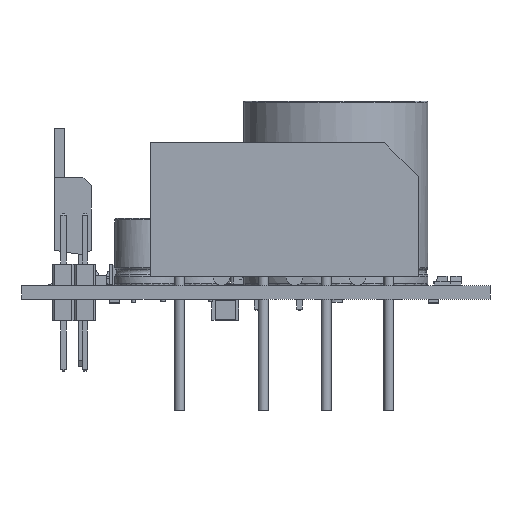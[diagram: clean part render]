
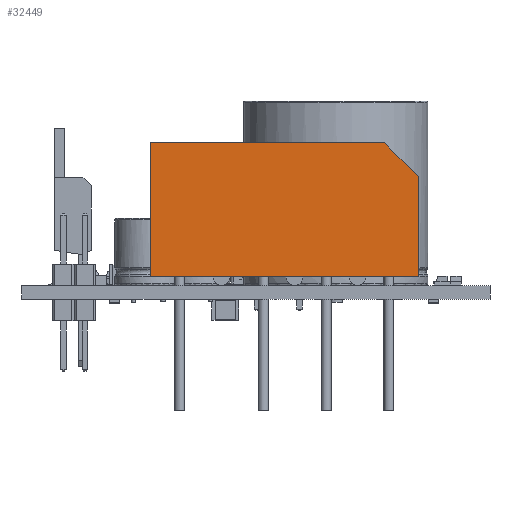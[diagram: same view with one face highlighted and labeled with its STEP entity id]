
A CAD part, front view. The second image highlights one B-rep face of the part: STEP entity #32449.
In plain terms, the highlighted face is planar.
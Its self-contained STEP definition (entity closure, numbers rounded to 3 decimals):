
#31731 = VERTEX_POINT('',#31732);
#31732 = CARTESIAN_POINT('',(-3.5,2.8,13.));
#31741 = PLANE('',#31742);
#31742 = AXIS2_PLACEMENT_3D('',#31743,#31744,#31745);
#31743 = CARTESIAN_POINT('',(-3.5,2.8,13.));
#31744 = DIRECTION('',(1.,0.,0.));
#31745 = DIRECTION('',(0.,0.,-1.));
#31753 = PLANE('',#31754);
#31754 = AXIS2_PLACEMENT_3D('',#31755,#31756,#31757);
#31755 = CARTESIAN_POINT('',(-3.5,2.8,13.));
#31756 = DIRECTION('',(-0.707,0.,
    0.707));
#31757 = DIRECTION('',(0.707,0.,0.707
    ));
#31794 = VERTEX_POINT('',#31795);
#31795 = CARTESIAN_POINT('',(-3.5,2.8,1.));
#31809 = PLANE('',#31810);
#31810 = AXIS2_PLACEMENT_3D('',#31811,#31812,#31813);
#31811 = CARTESIAN_POINT('',(-3.5,2.8,1.));
#31812 = DIRECTION('',(0.,0.,1.));
#31813 = DIRECTION('',(1.,0.,0.));
#31821 = EDGE_CURVE('',#31731,#31794,#31822,.T.);
#31822 = SURFACE_CURVE('',#31823,(#31827,#31834),.PCURVE_S1.);
#31823 = LINE('',#31824,#31825);
#31824 = CARTESIAN_POINT('',(-3.5,2.8,13.));
#31825 = VECTOR('',#31826,1.);
#31826 = DIRECTION('',(0.,0.,-1.));
#31827 = PCURVE('',#31741,#31828);
#31828 = DEFINITIONAL_REPRESENTATION('',(#31829),#31833);
#31829 = LINE('',#31830,#31831);
#31830 = CARTESIAN_POINT('',(0.,0.));
#31831 = VECTOR('',#31832,1.);
#31832 = DIRECTION('',(1.,0.));
#31833 = ( GEOMETRIC_REPRESENTATION_CONTEXT(2) 
PARAMETRIC_REPRESENTATION_CONTEXT() REPRESENTATION_CONTEXT('2D SPACE',''
  ) );
#31834 = PCURVE('',#31835,#31840);
#31835 = PLANE('',#31836);
#31836 = AXIS2_PLACEMENT_3D('',#31837,#31838,#31839);
#31837 = CARTESIAN_POINT('',(-3.5,2.8,13.));
#31838 = DIRECTION('',(0.,1.,0.));
#31839 = DIRECTION('',(0.,0.,1.));
#31840 = DEFINITIONAL_REPRESENTATION('',(#31841),#31845);
#31841 = LINE('',#31842,#31843);
#31842 = CARTESIAN_POINT('',(0.,0.));
#31843 = VECTOR('',#31844,1.);
#31844 = DIRECTION('',(-1.,0.));
#31845 = ( GEOMETRIC_REPRESENTATION_CONTEXT(2) 
PARAMETRIC_REPRESENTATION_CONTEXT() REPRESENTATION_CONTEXT('2D SPACE',''
  ) );
#31875 = VERTEX_POINT('',#31876);
#31876 = CARTESIAN_POINT('',(0.5,2.8,17.));
#31890 = PLANE('',#31891);
#31891 = AXIS2_PLACEMENT_3D('',#31892,#31893,#31894);
#31892 = CARTESIAN_POINT('',(28.5,2.8,17.));
#31893 = DIRECTION('',(0.,0.,-1.));
#31894 = DIRECTION('',(-1.,0.,0.));
#31902 = EDGE_CURVE('',#31731,#31875,#31903,.T.);
#31903 = SURFACE_CURVE('',#31904,(#31908,#31915),.PCURVE_S1.);
#31904 = LINE('',#31905,#31906);
#31905 = CARTESIAN_POINT('',(-3.5,2.8,13.));
#31906 = VECTOR('',#31907,1.);
#31907 = DIRECTION('',(0.707,0.,0.707
    ));
#31908 = PCURVE('',#31753,#31909);
#31909 = DEFINITIONAL_REPRESENTATION('',(#31910),#31914);
#31910 = LINE('',#31911,#31912);
#31911 = CARTESIAN_POINT('',(0.,0.));
#31912 = VECTOR('',#31913,1.);
#31913 = DIRECTION('',(1.,0.));
#31914 = ( GEOMETRIC_REPRESENTATION_CONTEXT(2) 
PARAMETRIC_REPRESENTATION_CONTEXT() REPRESENTATION_CONTEXT('2D SPACE',''
  ) );
#31915 = PCURVE('',#31835,#31916);
#31916 = DEFINITIONAL_REPRESENTATION('',(#31917),#31921);
#31917 = LINE('',#31918,#31919);
#31918 = CARTESIAN_POINT('',(0.,0.));
#31919 = VECTOR('',#31920,1.);
#31920 = DIRECTION('',(0.707,0.707));
#31921 = ( GEOMETRIC_REPRESENTATION_CONTEXT(2) 
PARAMETRIC_REPRESENTATION_CONTEXT() REPRESENTATION_CONTEXT('2D SPACE',''
  ) );
#31951 = VERTEX_POINT('',#31952);
#31952 = CARTESIAN_POINT('',(28.5,2.8,1.));
#31966 = PLANE('',#31967);
#31967 = AXIS2_PLACEMENT_3D('',#31968,#31969,#31970);
#31968 = CARTESIAN_POINT('',(28.5,2.8,1.));
#31969 = DIRECTION('',(-1.,0.,0.));
#31970 = DIRECTION('',(0.,0.,1.));
#31978 = EDGE_CURVE('',#31794,#31951,#31979,.T.);
#31979 = SURFACE_CURVE('',#31980,(#31984,#31991),.PCURVE_S1.);
#31980 = LINE('',#31981,#31982);
#31981 = CARTESIAN_POINT('',(-3.5,2.8,1.));
#31982 = VECTOR('',#31983,1.);
#31983 = DIRECTION('',(1.,0.,0.));
#31984 = PCURVE('',#31809,#31985);
#31985 = DEFINITIONAL_REPRESENTATION('',(#31986),#31990);
#31986 = LINE('',#31987,#31988);
#31987 = CARTESIAN_POINT('',(0.,0.));
#31988 = VECTOR('',#31989,1.);
#31989 = DIRECTION('',(1.,0.));
#31990 = ( GEOMETRIC_REPRESENTATION_CONTEXT(2) 
PARAMETRIC_REPRESENTATION_CONTEXT() REPRESENTATION_CONTEXT('2D SPACE',''
  ) );
#31991 = PCURVE('',#31835,#31992);
#31992 = DEFINITIONAL_REPRESENTATION('',(#31993),#31997);
#31993 = LINE('',#31994,#31995);
#31994 = CARTESIAN_POINT('',(-12.,0.));
#31995 = VECTOR('',#31996,1.);
#31996 = DIRECTION('',(0.,1.));
#31997 = ( GEOMETRIC_REPRESENTATION_CONTEXT(2) 
PARAMETRIC_REPRESENTATION_CONTEXT() REPRESENTATION_CONTEXT('2D SPACE',''
  ) );
#32449 = ADVANCED_FACE('',(#32450),#31835,.T.);
#32450 = FACE_BOUND('',#32451,.T.);
#32451 = EDGE_LOOP('',(#32452,#32453,#32476,#32497,#32498));
#32452 = ORIENTED_EDGE('',*,*,#31902,.T.);
#32453 = ORIENTED_EDGE('',*,*,#32454,.F.);
#32454 = EDGE_CURVE('',#32455,#31875,#32457,.T.);
#32455 = VERTEX_POINT('',#32456);
#32456 = CARTESIAN_POINT('',(28.5,2.8,17.));
#32457 = SURFACE_CURVE('',#32458,(#32462,#32469),.PCURVE_S1.);
#32458 = LINE('',#32459,#32460);
#32459 = CARTESIAN_POINT('',(28.5,2.8,17.));
#32460 = VECTOR('',#32461,1.);
#32461 = DIRECTION('',(-1.,0.,0.));
#32462 = PCURVE('',#31835,#32463);
#32463 = DEFINITIONAL_REPRESENTATION('',(#32464),#32468);
#32464 = LINE('',#32465,#32466);
#32465 = CARTESIAN_POINT('',(4.,32.));
#32466 = VECTOR('',#32467,1.);
#32467 = DIRECTION('',(0.,-1.));
#32468 = ( GEOMETRIC_REPRESENTATION_CONTEXT(2) 
PARAMETRIC_REPRESENTATION_CONTEXT() REPRESENTATION_CONTEXT('2D SPACE',''
  ) );
#32469 = PCURVE('',#31890,#32470);
#32470 = DEFINITIONAL_REPRESENTATION('',(#32471),#32475);
#32471 = LINE('',#32472,#32473);
#32472 = CARTESIAN_POINT('',(0.,0.));
#32473 = VECTOR('',#32474,1.);
#32474 = DIRECTION('',(1.,0.));
#32475 = ( GEOMETRIC_REPRESENTATION_CONTEXT(2) 
PARAMETRIC_REPRESENTATION_CONTEXT() REPRESENTATION_CONTEXT('2D SPACE',''
  ) );
#32476 = ORIENTED_EDGE('',*,*,#32477,.F.);
#32477 = EDGE_CURVE('',#31951,#32455,#32478,.T.);
#32478 = SURFACE_CURVE('',#32479,(#32483,#32490),.PCURVE_S1.);
#32479 = LINE('',#32480,#32481);
#32480 = CARTESIAN_POINT('',(28.5,2.8,1.));
#32481 = VECTOR('',#32482,1.);
#32482 = DIRECTION('',(0.,0.,1.));
#32483 = PCURVE('',#31835,#32484);
#32484 = DEFINITIONAL_REPRESENTATION('',(#32485),#32489);
#32485 = LINE('',#32486,#32487);
#32486 = CARTESIAN_POINT('',(-12.,32.));
#32487 = VECTOR('',#32488,1.);
#32488 = DIRECTION('',(1.,0.));
#32489 = ( GEOMETRIC_REPRESENTATION_CONTEXT(2) 
PARAMETRIC_REPRESENTATION_CONTEXT() REPRESENTATION_CONTEXT('2D SPACE',''
  ) );
#32490 = PCURVE('',#31966,#32491);
#32491 = DEFINITIONAL_REPRESENTATION('',(#32492),#32496);
#32492 = LINE('',#32493,#32494);
#32493 = CARTESIAN_POINT('',(0.,0.));
#32494 = VECTOR('',#32495,1.);
#32495 = DIRECTION('',(1.,0.));
#32496 = ( GEOMETRIC_REPRESENTATION_CONTEXT(2) 
PARAMETRIC_REPRESENTATION_CONTEXT() REPRESENTATION_CONTEXT('2D SPACE',''
  ) );
#32497 = ORIENTED_EDGE('',*,*,#31978,.F.);
#32498 = ORIENTED_EDGE('',*,*,#31821,.F.);
